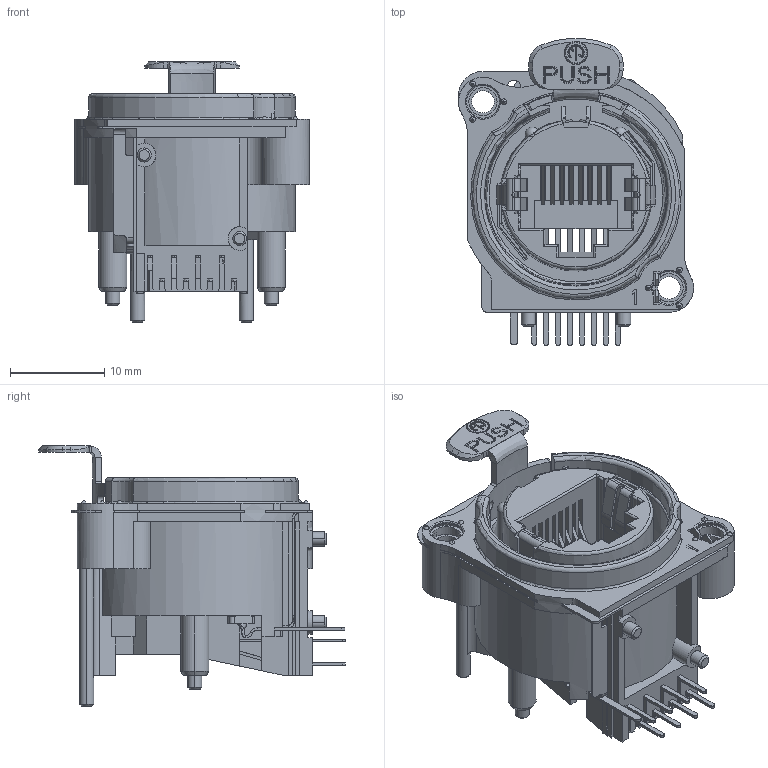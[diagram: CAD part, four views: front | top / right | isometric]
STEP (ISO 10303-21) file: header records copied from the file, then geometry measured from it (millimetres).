
FILE_DESCRIPTION((''),'2;1');
FILE_NAME('30012376','2025-03-20T11:42:39',('SYSTEM'),(''),'CREO PARAMETRIC BY PTC INC, 2023424','CREO PARAMETRIC BY PTC INC, 2023424','');
FILE_SCHEMA(('CONFIG_CONTROL_DESIGN'));
Length unit declared in the file: millimetre
Products named in the file (1): 30012376
Bounding box: 25 x 32.6 x 27.7 mm (x, y, z)
Volume: 4299 mm3; surface area: 7754.7 mm2
Topology: 1 solids, 22 shells, 2187 faces, 5849 edges, 3601 vertices
Faces by surface type: plane 1586, cylinder 391, cone 84, bspline 66, torus 42, sphere 18
Entity records: 70041 total; most frequent: CARTESIAN_POINT 16024, ORIENTED_EDGE 11660, DIRECTION 10681, EDGE_CURVE 5830, VECTOR 4313, LINE 4313, VERTEX_POINT 3601, AXIS2_PLACEMENT_3D 3184
